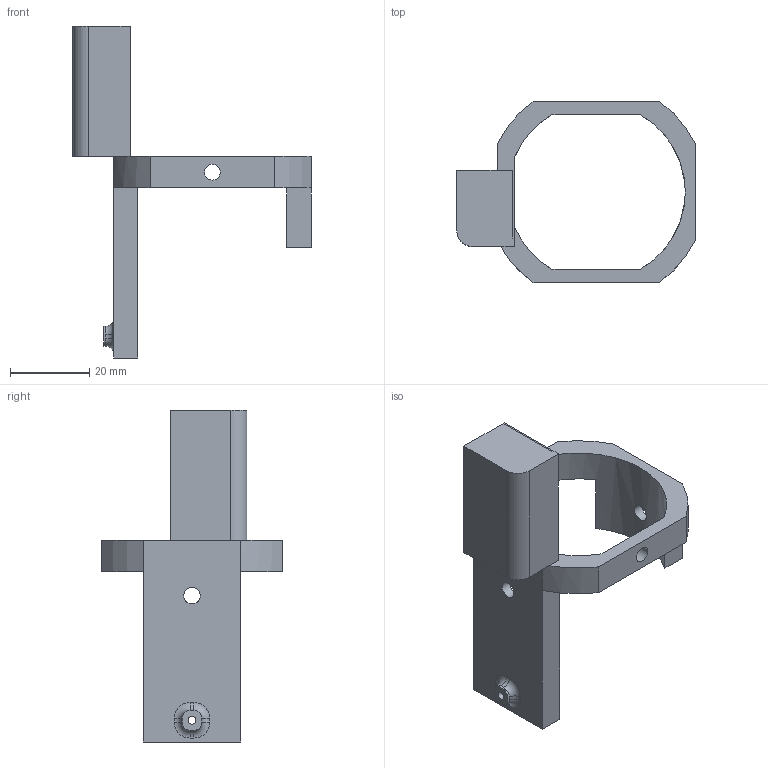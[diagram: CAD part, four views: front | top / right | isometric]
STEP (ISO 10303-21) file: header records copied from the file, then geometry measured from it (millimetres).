
FILE_DESCRIPTION(/* description */ ('STEP AP242','CAx-IF Rec.Pracs.---Representation and Presentation of Product Manufacturing Information (PMI)---4.0---2014-10-13','CAx-IF Rec.Pracs.---3D Tessellated Geometry---0.4---2014-09-14','2;1'),/* implementation_level */ '2;1');
FILE_NAME(/* name */ '66c7a3158590961f6739bdc3',/* time_stamp */ '2024-08-22T20:44:05Z',/* author */ (''),/* organization */ (''),/* preprocessor_version */ 'ST-DEVELOPER v20',/* originating_system */ ' ',/* authorisation */ ' ');
FILE_SCHEMA (('AP242_MANAGED_MODEL_BASED_3D_ENGINEERING_MIM_LF { 1 0 10303 442 1 1 4 }'));
Length unit declared in the file: metre
Products named in the file (1): Part 1
Bounding box: 60.3 x 46 x 83.96 mm (x, y, z)
Volume: 13869.4 mm3; surface area: 11458.8 mm2
Topology: 1 solids, 1 shells, 63 faces, 175 edges, 113 vertices
Faces by surface type: plane 36, cylinder 23, torus 4
Full cylindrical faces by diameter (mm): 2 x1, 2.2 x2, 4 x2, 4.2 x2
Entity records: 2031 total; most frequent: CARTESIAN_POINT 369, DIRECTION 344, ORIENTED_EDGE 330, EDGE_CURVE 165, AXIS2_PLACEMENT_3D 118, VERTEX_POINT 110, LINE 108, VECTOR 108
